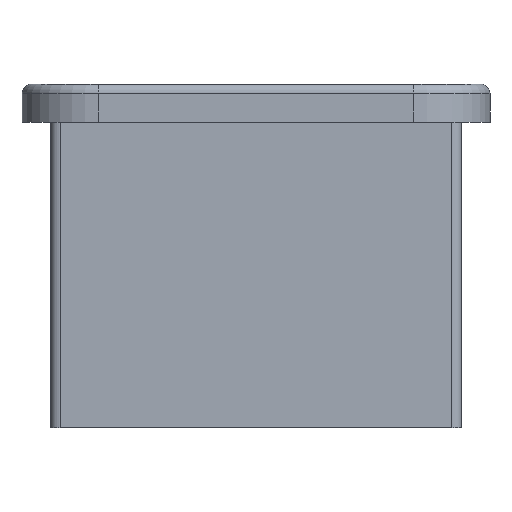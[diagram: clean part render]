
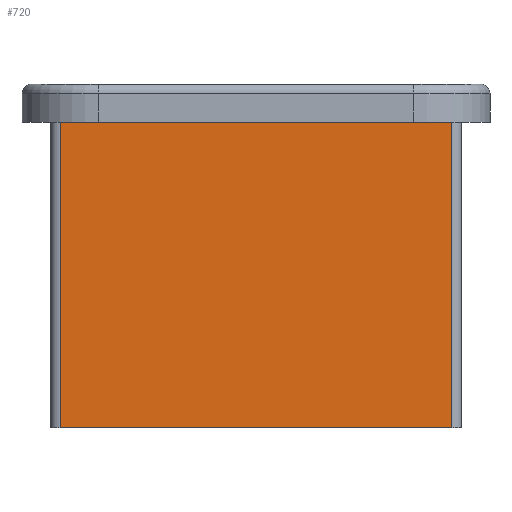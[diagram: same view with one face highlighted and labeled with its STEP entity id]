
A CAD part, left-side view. The second image highlights one B-rep face of the part: STEP entity #720.
In plain terms, the highlighted planar face has unit normal (-1, 0, 0).
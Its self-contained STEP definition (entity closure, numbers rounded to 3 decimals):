
#6 = VECTOR ( 'NONE', #300, 1000. ) ;
#14 = CARTESIAN_POINT ( 'NONE',  ( -15.373, 43.123, 8. ) ) ;
#15 = CARTESIAN_POINT ( 'NONE',  ( -15.373, 43.373, 8. ) ) ;
#21 = DIRECTION ( 'NONE',  ( 0., -1., 0. ) ) ;
#69 = VERTEX_POINT ( 'NONE', #726 ) ;
#87 = LINE ( 'NONE', #744, #921 ) ;
#107 = DIRECTION ( 'NONE',  ( 0., -1., 0. ) ) ;
#124 = EDGE_LOOP ( 'NONE', ( #974, #606, #820, #585 ) ) ;
#274 = CARTESIAN_POINT ( 'NONE',  ( -15.373, 32.877, 0. ) ) ;
#290 = VECTOR ( 'NONE', #21, 1000. ) ;
#298 = FACE_OUTER_BOUND ( 'NONE', #124, .T. ) ;
#300 = DIRECTION ( 'NONE',  ( 0., 0., 1. ) ) ;
#304 = VERTEX_POINT ( 'NONE', #274 ) ;
#345 = AXIS2_PLACEMENT_3D ( 'NONE', #1038, #453, #1034 ) ;
#436 = DIRECTION ( 'NONE',  ( 0., 0., -1. ) ) ;
#448 = EDGE_CURVE ( 'NONE', #304, #69, #471, .T. ) ;
#453 = DIRECTION ( 'NONE',  ( 1., 0., 0. ) ) ;
#467 = CARTESIAN_POINT ( 'NONE',  ( -15.373, 43.373, 0. ) ) ;
#471 = LINE ( 'NONE', #818, #6 ) ;
#487 = CARTESIAN_POINT ( 'NONE',  ( -15.373, 43.123, 0. ) ) ;
#585 = ORIENTED_EDGE ( 'NONE', *, *, #649, .T. ) ;
#606 = ORIENTED_EDGE ( 'NONE', *, *, #448, .T. ) ;
#625 = VECTOR ( 'NONE', #107, 1000. ) ;
#638 = PLANE ( 'NONE',  #345 ) ;
#649 = EDGE_CURVE ( 'NONE', #1064, #848, #87, .T. ) ;
#720 = ADVANCED_FACE ( 'NONE', ( #298 ), #638, .F. ) ;
#723 = EDGE_CURVE ( 'NONE', #848, #304, #805, .T. ) ;
#726 = CARTESIAN_POINT ( 'NONE',  ( -15.373, 32.877, 8. ) ) ;
#744 = CARTESIAN_POINT ( 'NONE',  ( -15.373, 43.123, 8. ) ) ;
#754 = EDGE_CURVE ( 'NONE', #1064, #69, #946, .T. ) ;
#805 = LINE ( 'NONE', #467, #290 ) ;
#818 = CARTESIAN_POINT ( 'NONE',  ( -15.373, 32.877, 8. ) ) ;
#820 = ORIENTED_EDGE ( 'NONE', *, *, #754, .F. ) ;
#848 = VERTEX_POINT ( 'NONE', #487 ) ;
#921 = VECTOR ( 'NONE', #436, 1000. ) ;
#946 = LINE ( 'NONE', #15, #625 ) ;
#974 = ORIENTED_EDGE ( 'NONE', *, *, #723, .T. ) ;
#1034 = DIRECTION ( 'NONE',  ( 0., 0., -1. ) ) ;
#1038 = CARTESIAN_POINT ( 'NONE',  ( -15.373, 43.373, 8. ) ) ;
#1064 = VERTEX_POINT ( 'NONE', #14 ) ;
